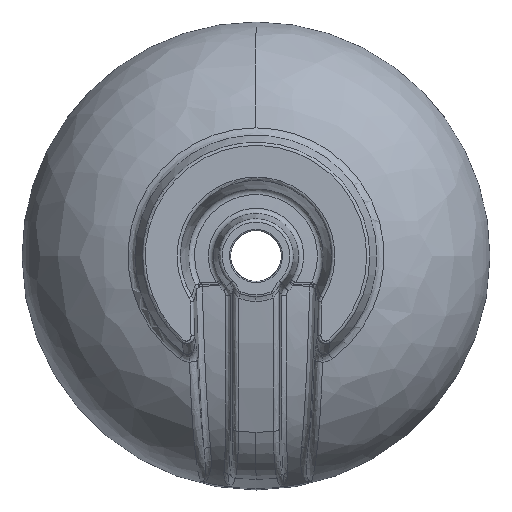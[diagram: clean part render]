
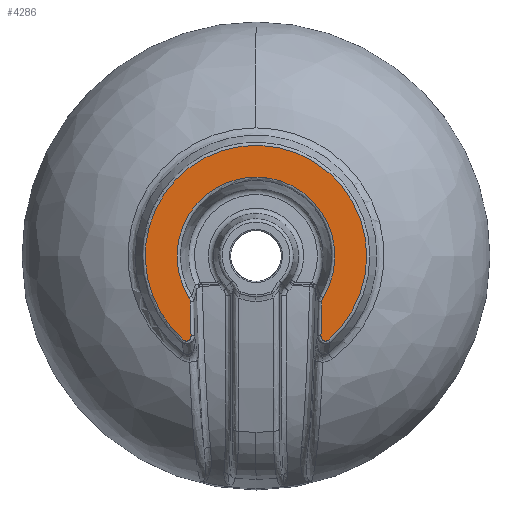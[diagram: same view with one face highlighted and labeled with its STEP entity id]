
A CAD part, front view. The second image highlights one B-rep face of the part: STEP entity #4286.
In plain terms, the highlighted planar face has unit normal (0, -1, 0).
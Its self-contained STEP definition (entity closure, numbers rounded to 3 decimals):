
#288=CARTESIAN_POINT('',(0.,-0.003,0.));
#289=DIRECTION('',(0.,-1.,0.));
#290=DIRECTION('',(0.849,0.,-0.528));
#291=AXIS2_PLACEMENT_3D('',#288,#289,#290);
#293=CARTESIAN_POINT('',(0.,-0.003,0.));
#294=DIRECTION('',(0.,-1.,0.));
#295=DIRECTION('',(-0.001,0.,1.));
#296=AXIS2_PLACEMENT_3D('',#293,#294,#295);
#298=CARTESIAN_POINT('',(0.,-0.003,0.));
#299=DIRECTION('',(0.,-1.,0.));
#300=DIRECTION('',(-0.849,0.,0.528));
#301=AXIS2_PLACEMENT_3D('',#298,#299,#300);
#303=CARTESIAN_POINT('',(-59.354,-0.003,
-36.925));
#304=CARTESIAN_POINT('',(-59.124,-0.003,
-37.295));
#305=CARTESIAN_POINT('',(-58.736,-0.003,
-38.068));
#306=CARTESIAN_POINT('',(-58.357,-0.003,
-39.345));
#307=CARTESIAN_POINT('',(-58.258,-0.003,
-40.227));
#308=CARTESIAN_POINT('',(-58.246,-0.003,
-40.68));
#310=DIRECTION('',(0.023,0.,-1.));
#311=VECTOR('',#310,30.085);
#312=CARTESIAN_POINT('',(-58.246,-0.003,
-40.68));
#313=LINE('',#312,#311);
#314=CARTESIAN_POINT('',(0.,-0.003,0.));
#315=DIRECTION('',(0.,1.,0.));
#316=DIRECTION('',(-0.651,0.,-0.759));
#317=AXIS2_PLACEMENT_3D('',#314,#315,#316);
#319=CARTESIAN_POINT('',(0.,-0.003,0.));
#320=DIRECTION('',(0.,1.,0.));
#321=DIRECTION('',(-0.606,0.,0.796));
#322=AXIS2_PLACEMENT_3D('',#319,#320,#321);
#324=CARTESIAN_POINT('',(63.79,-0.003,
-74.461));
#325=CARTESIAN_POINT('',(63.425,-0.003,
-74.774));
#326=CARTESIAN_POINT('',(62.66,-0.003,
-75.228));
#327=CARTESIAN_POINT('',(61.441,-0.003,
-75.486));
#328=CARTESIAN_POINT('',(60.241,-0.003,
-75.296));
#329=CARTESIAN_POINT('',(59.147,-0.003,
-74.707));
#330=CARTESIAN_POINT('',(58.251,-0.003,
-73.689));
#331=CARTESIAN_POINT('',(57.677,-0.003,
-72.404));
#332=CARTESIAN_POINT('',(57.527,-0.003,
-71.339));
#333=CARTESIAN_POINT('',(57.541,-0.003,
-70.757));
#335=DIRECTION('',(0.023,0.,1.));
#336=VECTOR('',#335,30.085);
#337=CARTESIAN_POINT('',(57.541,-0.003,
-70.757));
#338=LINE('',#337,#336);
#339=CARTESIAN_POINT('',(58.246,-0.003,
-40.68));
#340=CARTESIAN_POINT('',(58.258,-0.003,
-40.227));
#341=CARTESIAN_POINT('',(58.357,-0.003,
-39.345));
#342=CARTESIAN_POINT('',(58.736,-0.003,
-38.068));
#343=CARTESIAN_POINT('',(59.124,-0.003,
-37.295));
#344=CARTESIAN_POINT('',(59.354,-0.003,
-36.925));
#1135=CARTESIAN_POINT('',(-63.79,-0.003,
-74.461));
#1136=CARTESIAN_POINT('',(-63.43,-0.003,
-74.769));
#1137=CARTESIAN_POINT('',(-62.675,-0.003,
-75.221));
#1138=CARTESIAN_POINT('',(-61.462,-0.003,
-75.485));
#1139=CARTESIAN_POINT('',(-60.261,-0.003,
-75.303));
#1140=CARTESIAN_POINT('',(-59.159,-0.003,
-74.718));
#1141=CARTESIAN_POINT('',(-58.255,-0.003,
-73.697));
#1142=CARTESIAN_POINT('',(-57.677,-0.003,
-72.407));
#1143=CARTESIAN_POINT('',(-57.527,-0.003,
-71.34));
#1144=CARTESIAN_POINT('',(-57.541,-0.003,
-70.757));
#3664=CARTESIAN_POINT('',(-59.381,-0.003,78.022));
#3665=CARTESIAN_POINT('',(63.79,-0.003,-74.462));
#3666=VERTEX_POINT('',#3664);
#3667=VERTEX_POINT('',#3665);
#3668=CARTESIAN_POINT('',(-63.79,-0.003,-74.461));
#3669=VERTEX_POINT('',#3668);
#3670=CARTESIAN_POINT('',(59.354,-0.003,-36.925));
#3671=CARTESIAN_POINT('',(-0.065,-0.003,69.902));
#3672=VERTEX_POINT('',#3670);
#3673=VERTEX_POINT('',#3671);
#3674=CARTESIAN_POINT('',(-59.354,-0.003,36.925));
#3675=VERTEX_POINT('',#3674);
#3676=CARTESIAN_POINT('',(-59.354,-0.003,-36.925));
#3677=VERTEX_POINT('',#3676);
#3678=VERTEX_POINT('',#308);
#3679=CARTESIAN_POINT('',(-57.541,-0.003,
-70.757));
#3680=VERTEX_POINT('',#3679);
#3681=VERTEX_POINT('',#333);
#3682=CARTESIAN_POINT('',(58.246,-0.003,
-40.68));
#3683=VERTEX_POINT('',#3682);
#4259=CARTESIAN_POINT('',(0.,-0.003,0.));
#4260=DIRECTION('',(0.,-1.,0.));
#4261=DIRECTION('',(-1.,0.,0.));
#4262=AXIS2_PLACEMENT_3D('',#4259,#4260,#4261);
#4263=PLANE('',#4262);
#4265=ORIENTED_EDGE('',*,*,#4264,.T.);
#4267=ORIENTED_EDGE('',*,*,#4266,.T.);
#4269=ORIENTED_EDGE('',*,*,#4268,.T.);
#4271=ORIENTED_EDGE('',*,*,#4270,.T.);
#4273=ORIENTED_EDGE('',*,*,#4272,.T.);
#4275=ORIENTED_EDGE('',*,*,#4274,.F.);
#4276=ORIENTED_EDGE('',*,*,#4246,.T.);
#4277=ORIENTED_EDGE('',*,*,#4244,.T.);
#4279=ORIENTED_EDGE('',*,*,#4278,.T.);
#4281=ORIENTED_EDGE('',*,*,#4280,.T.);
#4283=ORIENTED_EDGE('',*,*,#4282,.T.);
#4284=EDGE_LOOP('',(#4265,#4267,#4269,#4271,#4273,#4275,#4276,#4277,#4279,#4281,
#4283));
#4285=FACE_OUTER_BOUND('',#4284,.F.);
#4286=ADVANCED_FACE('',(#4285),#4263,.T.);
#292=CIRCLE('',#291,69.902);
#297=CIRCLE('',#296,69.902);
#302=CIRCLE('',#301,69.902);
#309=B_SPLINE_CURVE_WITH_KNOTS('',3,(#303,#304,#305,#306,#307,#308),
.UNSPECIFIED.,.F.,.F.,(4,1,1,4),(0.,0.333,0.667,1.),
.UNSPECIFIED.);
#318=CIRCLE('',#317,98.049);
#323=CIRCLE('',#322,98.049);
#334=B_SPLINE_CURVE_WITH_KNOTS('',3,(#324,#325,#326,#327,#328,#329,#330,#331,
#332,#333),.UNSPECIFIED.,.F.,.F.,(4,1,1,1,1,1,1,4),(0.,0.143,
0.286,0.429,0.571,0.714,
0.857,1.),.UNSPECIFIED.);
#345=B_SPLINE_CURVE_WITH_KNOTS('',3,(#339,#340,#341,#342,#343,#344),
.UNSPECIFIED.,.F.,.F.,(4,1,1,4),(0.,0.333,0.667,1.),
.UNSPECIFIED.);
#1145=B_SPLINE_CURVE_WITH_KNOTS('',3,(#1135,#1136,#1137,#1138,#1139,#1140,#1141,
#1142,#1143,#1144),.UNSPECIFIED.,.F.,.F.,(4,1,1,1,1,1,1,4),(0.,
0.143,0.286,0.429,0.571,
0.714,0.857,1.),.UNSPECIFIED.);
#4244=EDGE_CURVE('',#3666,#3667,#323,.T.);
#4246=EDGE_CURVE('',#3669,#3666,#318,.T.);
#4264=EDGE_CURVE('',#3672,#3673,#292,.T.);
#4266=EDGE_CURVE('',#3673,#3675,#297,.T.);
#4268=EDGE_CURVE('',#3675,#3677,#302,.T.);
#4270=EDGE_CURVE('',#3677,#3678,#309,.T.);
#4272=EDGE_CURVE('',#3678,#3680,#313,.T.);
#4274=EDGE_CURVE('',#3669,#3680,#1145,.T.);
#4278=EDGE_CURVE('',#3667,#3681,#334,.T.);
#4280=EDGE_CURVE('',#3681,#3683,#338,.T.);
#4282=EDGE_CURVE('',#3683,#3672,#345,.T.);
